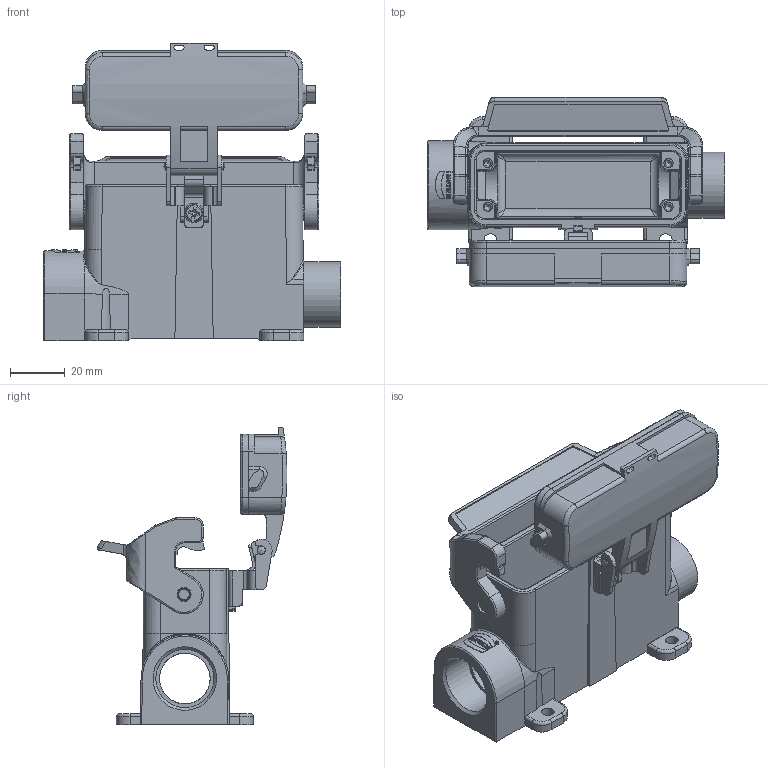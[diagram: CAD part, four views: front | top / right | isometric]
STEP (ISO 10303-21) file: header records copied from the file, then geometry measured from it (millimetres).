
FILE_DESCRIPTION(/* description */ (''),/* implementation_level */ '2;1');
FILE_NAME(/* name */ '100593402ugm000_b.stp',/* time_stamp */ '2018-08-22T12:28:54+02:00',/* author */ (''),/* organization */ (''),/* preprocessor_version */ 'ST-DEVELOPER v16.7',/* originating_system */ 'SIEMENS PLM Software NX 12.0',/* authorisation */ '');
FILE_SCHEMA (('AUTOMOTIVE_DESIGN { 1 0 10303 214 3 1 1 1 }'));
Length unit declared in the file: millimetre
Products named in the file (1): 100593402ugm000_b
Bounding box: 108.5 x 69.29 x 108.68 mm (x, y, z)
Volume: 87626.9 mm3; surface area: 55486 mm2
Topology: 3 solids, 4 shells, 948 faces, 2485 edges, 1579 vertices
Faces by surface type: plane 411, cylinder 264, bspline 216, cone 32, torus 23, sphere 2
Full cylindrical faces by diameter (mm): 1.1 x1, 2.95 x1, 3 x2, 4 x2, 4.6 x4, 4.8 x2, 5.1 x2, 6 x1, 7 x3, 8 x1, 18.5 x2, 21.16 x2, 21.2 x1, 24 x1
Entity records: 38830 total; most frequent: CARTESIAN_POINT 12315, ORIENTED_EDGE 4766, DIRECTION 3909, EDGE_CURVE 2383, VERTEX_POINT 1542, AXIS2_PLACEMENT_3D 1381, LINE 1147, VECTOR 1147
